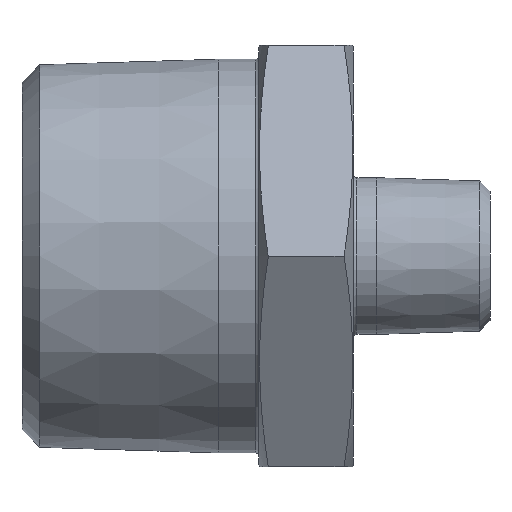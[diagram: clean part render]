
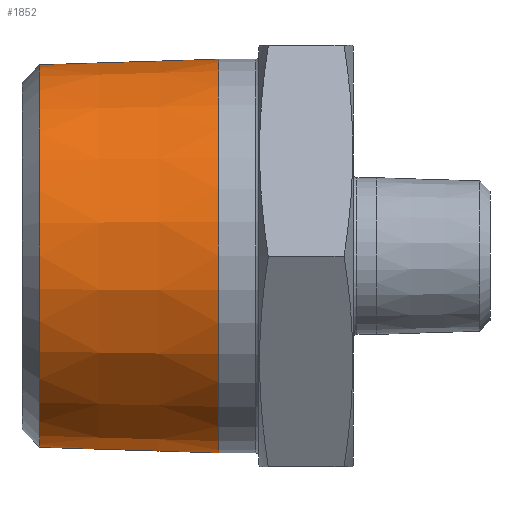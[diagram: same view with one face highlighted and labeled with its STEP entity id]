
A CAD part, front view. The second image highlights one B-rep face of the part: STEP entity #1852.
In plain terms, the highlighted conical face has half-angle 1.79 degrees and reference radius 16.625 mm.
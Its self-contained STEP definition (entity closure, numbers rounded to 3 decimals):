
#85 = DIRECTION ( 'NONE',  ( -1., 0., 0. ) ) ;
#461 = FACE_BOUND ( 'NONE', #5320, .T. ) ;
#606 = AXIS2_PLACEMENT_3D ( 'NONE', #9493, #13679, #16175 ) ;
#1528 = CARTESIAN_POINT ( 'NONE',  ( 16.8, 0., 0. ) ) ;
#1852 = ADVANCED_FACE ( 'NONE', ( #461, #5700 ), #6104, .T. ) ;
#2575 = CARTESIAN_POINT ( 'NONE',  ( 1.527, 0., 16.347 ) ) ;
#2582 = DIRECTION ( 'NONE',  ( 0., 0., 1. ) ) ;
#5320 = EDGE_LOOP ( 'NONE', ( #12813 ) ) ;
#5560 = DIRECTION ( 'NONE',  ( 1., 0., 0. ) ) ;
#5700 = FACE_OUTER_BOUND ( 'NONE', #12238, .T. ) ;
#6104 = CONICAL_SURFACE ( 'NONE', #606, 16.625, 0.031 ) ;
#8415 = CARTESIAN_POINT ( 'NONE',  ( 1.527, 0., 0. ) ) ;
#8524 = AXIS2_PLACEMENT_3D ( 'NONE', #1528, #85, #2582 ) ;
#9493 = CARTESIAN_POINT ( 'NONE',  ( 10.4, 0., 0. ) ) ;
#10088 = EDGE_CURVE ( 'NONE', #14356, #14356, #17005, .T. ) ;
#10529 = EDGE_CURVE ( 'NONE', #14849, #14849, #12915, .T. ) ;
#10991 = DIRECTION ( 'NONE',  ( 0., 0., 1. ) ) ;
#12238 = EDGE_LOOP ( 'NONE', ( #14439 ) ) ;
#12813 = ORIENTED_EDGE ( 'NONE', *, *, #10088, .T. ) ;
#12915 = CIRCLE ( 'NONE', #8524, 16.824 ) ;
#13679 = DIRECTION ( 'NONE',  ( 1., 0., 0. ) ) ;
#14356 = VERTEX_POINT ( 'NONE', #2575 ) ;
#14439 = ORIENTED_EDGE ( 'NONE', *, *, #10529, .T. ) ;
#14849 = VERTEX_POINT ( 'NONE', #14940 ) ;
#14940 = CARTESIAN_POINT ( 'NONE',  ( 16.8, 0., 16.824 ) ) ;
#15921 = AXIS2_PLACEMENT_3D ( 'NONE', #8415, #5560, #10991 ) ;
#16175 = DIRECTION ( 'NONE',  ( 0., 0., -1. ) ) ;
#17005 = CIRCLE ( 'NONE', #15921, 16.347 ) ;
